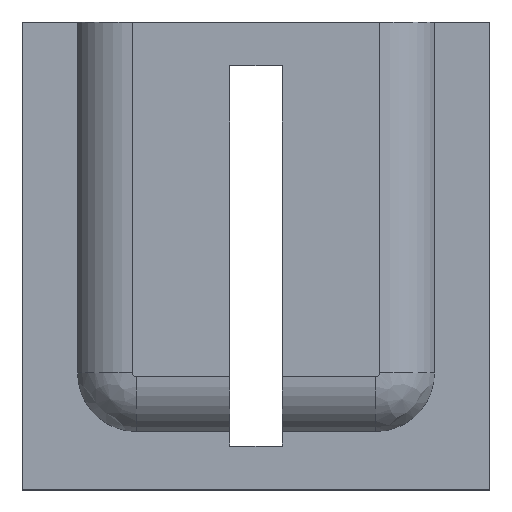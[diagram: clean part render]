
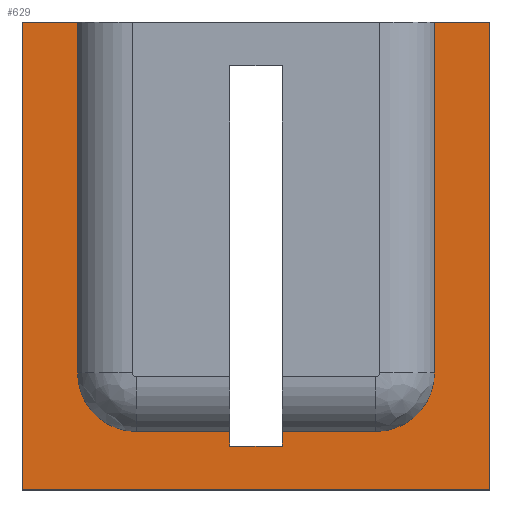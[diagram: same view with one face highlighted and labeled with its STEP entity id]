
A CAD part, top view. The second image highlights one B-rep face of the part: STEP entity #629.
In plain terms, the highlighted planar face has unit normal (0, 0, 1).
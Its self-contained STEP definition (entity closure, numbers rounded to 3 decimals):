
#43=PLANE('',#696);
#78=FACE_OUTER_BOUND('',#119,.T.);
#119=EDGE_LOOP('',(#484,#485,#486,#487,#488,#489,#490,#491,#492,#493,#494,
#495,#496,#497));
#160=LINE('',#1010,#208);
#164=LINE('',#1018,#212);
#165=LINE('',#1020,#213);
#166=LINE('',#1022,#214);
#167=LINE('',#1026,#215);
#168=LINE('',#1028,#216);
#169=LINE('',#1030,#217);
#170=LINE('',#1032,#218);
#171=LINE('',#1034,#219);
#172=LINE('',#1036,#220);
#173=LINE('',#1038,#221);
#174=LINE('',#1041,#222);
#208=VECTOR('',#834,10.);
#212=VECTOR('',#840,10.);
#213=VECTOR('',#841,10.);
#214=VECTOR('',#842,10.);
#215=VECTOR('',#845,10.);
#216=VECTOR('',#846,10.);
#217=VECTOR('',#847,10.);
#218=VECTOR('',#848,10.);
#219=VECTOR('',#849,10.);
#220=VECTOR('',#850,10.);
#221=VECTOR('',#851,10.);
#222=VECTOR('',#854,10.);
#268=CIRCLE('',#697,20.);
#269=CIRCLE('',#698,20.);
#304=VERTEX_POINT('',#1008);
#305=VERTEX_POINT('',#1009);
#308=VERTEX_POINT('',#1017);
#309=VERTEX_POINT('',#1019);
#310=VERTEX_POINT('',#1021);
#311=VERTEX_POINT('',#1023);
#312=VERTEX_POINT('',#1025);
#313=VERTEX_POINT('',#1027);
#314=VERTEX_POINT('',#1029);
#315=VERTEX_POINT('',#1031);
#316=VERTEX_POINT('',#1033);
#317=VERTEX_POINT('',#1035);
#318=VERTEX_POINT('',#1037);
#319=VERTEX_POINT('',#1039);
#372=EDGE_CURVE('',#304,#305,#160,.T.);
#376=EDGE_CURVE('',#308,#304,#164,.T.);
#377=EDGE_CURVE('',#305,#309,#165,.T.);
#378=EDGE_CURVE('',#309,#310,#166,.T.);
#379=EDGE_CURVE('',#311,#310,#268,.F.);
#380=EDGE_CURVE('',#311,#312,#167,.T.);
#381=EDGE_CURVE('',#312,#313,#168,.T.);
#382=EDGE_CURVE('',#313,#314,#169,.T.);
#383=EDGE_CURVE('',#314,#315,#170,.T.);
#384=EDGE_CURVE('',#315,#316,#171,.T.);
#385=EDGE_CURVE('',#316,#317,#172,.T.);
#386=EDGE_CURVE('',#317,#318,#173,.T.);
#387=EDGE_CURVE('',#319,#318,#269,.F.);
#388=EDGE_CURVE('',#319,#308,#174,.T.);
#484=ORIENTED_EDGE('',*,*,#376,.T.);
#485=ORIENTED_EDGE('',*,*,#372,.T.);
#486=ORIENTED_EDGE('',*,*,#377,.T.);
#487=ORIENTED_EDGE('',*,*,#378,.T.);
#488=ORIENTED_EDGE('',*,*,#379,.F.);
#489=ORIENTED_EDGE('',*,*,#380,.T.);
#490=ORIENTED_EDGE('',*,*,#381,.T.);
#491=ORIENTED_EDGE('',*,*,#382,.T.);
#492=ORIENTED_EDGE('',*,*,#383,.T.);
#493=ORIENTED_EDGE('',*,*,#384,.T.);
#494=ORIENTED_EDGE('',*,*,#385,.T.);
#495=ORIENTED_EDGE('',*,*,#386,.T.);
#496=ORIENTED_EDGE('',*,*,#387,.F.);
#497=ORIENTED_EDGE('',*,*,#388,.T.);
#629=ADVANCED_FACE('',(#78),#43,.T.);
#696=AXIS2_PLACEMENT_3D('',#1016,#838,#839);
#697=AXIS2_PLACEMENT_3D('',#1024,#843,#844);
#698=AXIS2_PLACEMENT_3D('',#1040,#852,#853);
#834=DIRECTION('',(-1.,0.,0.));
#838=DIRECTION('center_axis',(0.,0.,1.));
#839=DIRECTION('ref_axis',(1.,0.,0.));
#840=DIRECTION('',(0.,-1.,0.));
#841=DIRECTION('',(0.,1.,0.));
#842=DIRECTION('',(-1.,0.,0.));
#843=DIRECTION('center_axis',(0.,0.,-1.));
#844=DIRECTION('ref_axis',(-0.707,-0.707,0.));
#845=DIRECTION('',(0.,1.,0.));
#846=DIRECTION('',(-1.,0.,0.));
#847=DIRECTION('',(0.,-1.,0.));
#848=DIRECTION('',(1.,0.,0.));
#849=DIRECTION('',(0.,1.,0.));
#850=DIRECTION('',(-1.,0.,0.));
#851=DIRECTION('',(0.,-1.,0.));
#852=DIRECTION('center_axis',(0.,0.,-1.));
#853=DIRECTION('ref_axis',(0.707,-0.707,0.));
#854=DIRECTION('',(-1.,0.,0.));
#1008=CARTESIAN_POINT('',(89.,15.,7.));
#1009=CARTESIAN_POINT('',(71.,15.,7.));
#1010=CARTESIAN_POINT('',(75.5,15.,7.));
#1016=CARTESIAN_POINT('Origin',(80.,80.,7.));
#1017=CARTESIAN_POINT('',(89.,20.,7.));
#1018=CARTESIAN_POINT('',(89.,47.5,7.));
#1019=CARTESIAN_POINT('',(71.,20.,7.));
#1020=CARTESIAN_POINT('',(71.,112.5,7.));
#1021=CARTESIAN_POINT('',(39.,20.,7.));
#1022=CARTESIAN_POINT('',(49.5,20.,7.));
#1023=CARTESIAN_POINT('',(19.,40.,7.));
#1024=CARTESIAN_POINT('Origin',(39.,40.,7.));
#1025=CARTESIAN_POINT('',(19.,160.,7.));
#1026=CARTESIAN_POINT('',(19.,120.,7.));
#1027=CARTESIAN_POINT('',(0.,160.,7.));
#1028=CARTESIAN_POINT('',(160.,160.,7.));
#1029=CARTESIAN_POINT('',(0.,0.,7.));
#1030=CARTESIAN_POINT('',(0.,160.,7.));
#1031=CARTESIAN_POINT('',(160.,0.,7.));
#1032=CARTESIAN_POINT('',(0.,0.,7.));
#1033=CARTESIAN_POINT('',(160.,160.,7.));
#1034=CARTESIAN_POINT('',(160.,0.,7.));
#1035=CARTESIAN_POINT('',(141.,160.,7.));
#1036=CARTESIAN_POINT('',(160.,160.,7.));
#1037=CARTESIAN_POINT('',(141.,40.,7.));
#1038=CARTESIAN_POINT('',(141.,50.,7.));
#1039=CARTESIAN_POINT('',(121.,20.,7.));
#1040=CARTESIAN_POINT('Origin',(121.,40.,7.));
#1041=CARTESIAN_POINT('',(84.5,20.,7.));
